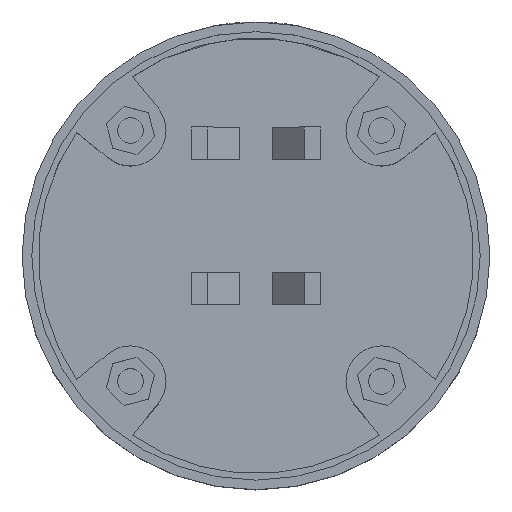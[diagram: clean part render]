
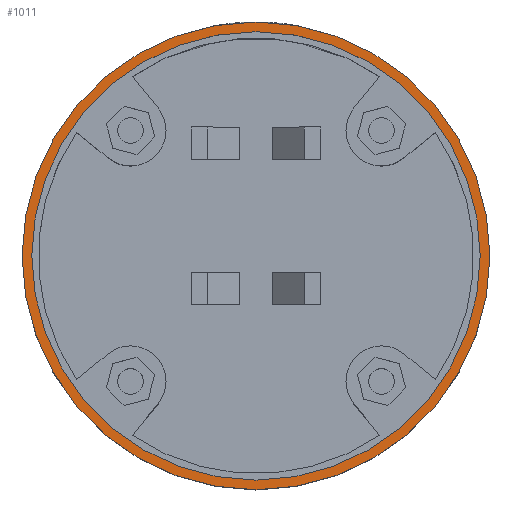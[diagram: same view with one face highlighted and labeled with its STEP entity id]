
A CAD part, top view. The second image highlights one B-rep face of the part: STEP entity #1011.
In plain terms, the highlighted planar face has unit normal (0, 0, 1).
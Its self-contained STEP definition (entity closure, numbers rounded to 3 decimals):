
#24 = VERTEX_POINT('',#25);
#25 = CARTESIAN_POINT('',(29.,0.,16.));
#32 = CYLINDRICAL_SURFACE('',#33,29.);
#33 = AXIS2_PLACEMENT_3D('',#34,#35,#36);
#34 = CARTESIAN_POINT('',(0.,0.,0.));
#35 = DIRECTION('',(-0.,-0.,-1.));
#36 = DIRECTION('',(1.,0.,0.));
#79 = EDGE_CURVE('',#24,#24,#80,.T.);
#80 = SURFACE_CURVE('',#81,(#86,#93),.PCURVE_S1.);
#81 = CIRCLE('',#82,29.);
#82 = AXIS2_PLACEMENT_3D('',#83,#84,#85);
#83 = CARTESIAN_POINT('',(0.,0.,16.));
#84 = DIRECTION('',(0.,0.,1.));
#85 = DIRECTION('',(1.,0.,0.));
#86 = PCURVE('',#32,#87);
#87 = DEFINITIONAL_REPRESENTATION('',(#88),#92);
#88 = LINE('',#89,#90);
#89 = CARTESIAN_POINT('',(-0.,-16.));
#90 = VECTOR('',#91,1.);
#91 = DIRECTION('',(-1.,0.));
#92 = ( GEOMETRIC_REPRESENTATION_CONTEXT(2) 
PARAMETRIC_REPRESENTATION_CONTEXT() REPRESENTATION_CONTEXT('2D SPACE',''
  ) );
#93 = PCURVE('',#94,#99);
#94 = PLANE('',#95);
#95 = AXIS2_PLACEMENT_3D('',#96,#97,#98);
#96 = CARTESIAN_POINT('',(29.,0.,16.));
#97 = DIRECTION('',(0.,0.,-1.));
#98 = DIRECTION('',(-1.,0.,0.));
#99 = DEFINITIONAL_REPRESENTATION('',(#100),#108);
#100 = ( BOUNDED_CURVE() B_SPLINE_CURVE(2,(#101,#102,#103,#104,#105,#106
,#107),.UNSPECIFIED.,.F.,.F.) B_SPLINE_CURVE_WITH_KNOTS((1,2,2,2,2,1),(
    -2.094,0.,2.094,4.189,6.283,
8.378),.UNSPECIFIED.) CURVE() GEOMETRIC_REPRESENTATION_ITEM() 
RATIONAL_B_SPLINE_CURVE((1.,0.5,1.,0.5,1.,0.5,1.)) REPRESENTATION_ITEM(
  '') );
#101 = CARTESIAN_POINT('',(0.,0.));
#102 = CARTESIAN_POINT('',(0.,50.229));
#103 = CARTESIAN_POINT('',(43.5,25.115));
#104 = CARTESIAN_POINT('',(87.,0.));
#105 = CARTESIAN_POINT('',(43.5,-25.115));
#106 = CARTESIAN_POINT('',(0.,-50.229));
#107 = CARTESIAN_POINT('',(0.,0.));
#108 = ( GEOMETRIC_REPRESENTATION_CONTEXT(2) 
PARAMETRIC_REPRESENTATION_CONTEXT() REPRESENTATION_CONTEXT('2D SPACE',''
  ) );
#1011 = ADVANCED_FACE('',(#1012,#1015),#94,.F.);
#1012 = FACE_BOUND('',#1013,.F.);
#1013 = EDGE_LOOP('',(#1014));
#1014 = ORIENTED_EDGE('',*,*,#79,.F.);
#1015 = FACE_BOUND('',#1016,.F.);
#1016 = EDGE_LOOP('',(#1017));
#1017 = ORIENTED_EDGE('',*,*,#1018,.T.);
#1018 = EDGE_CURVE('',#1019,#1019,#1021,.T.);
#1019 = VERTEX_POINT('',#1020);
#1020 = CARTESIAN_POINT('',(27.8,0.,16.));
#1021 = SURFACE_CURVE('',#1022,(#1027,#1038),.PCURVE_S1.);
#1022 = CIRCLE('',#1023,27.8);
#1023 = AXIS2_PLACEMENT_3D('',#1024,#1025,#1026);
#1024 = CARTESIAN_POINT('',(0.,0.,16.));
#1025 = DIRECTION('',(0.,0.,1.));
#1026 = DIRECTION('',(1.,0.,0.));
#1027 = PCURVE('',#94,#1028);
#1028 = DEFINITIONAL_REPRESENTATION('',(#1029),#1037);
#1029 = ( BOUNDED_CURVE() B_SPLINE_CURVE(2,(#1030,#1031,#1032,#1033,
#1034,#1035,#1036),.UNSPECIFIED.,.F.,.F.) B_SPLINE_CURVE_WITH_KNOTS((1,2
    ,2,2,2,1),(-2.094,0.,2.094,4.189,
6.283,8.378),.UNSPECIFIED.) CURVE() 
GEOMETRIC_REPRESENTATION_ITEM() RATIONAL_B_SPLINE_CURVE((1.,0.5,1.,0.5,
1.,0.5,1.)) REPRESENTATION_ITEM('') );
#1030 = CARTESIAN_POINT('',(1.2,0.));
#1031 = CARTESIAN_POINT('',(1.2,48.151));
#1032 = CARTESIAN_POINT('',(42.9,24.076));
#1033 = CARTESIAN_POINT('',(84.6,0.));
#1034 = CARTESIAN_POINT('',(42.9,-24.076));
#1035 = CARTESIAN_POINT('',(1.2,-48.151));
#1036 = CARTESIAN_POINT('',(1.2,0.));
#1037 = ( GEOMETRIC_REPRESENTATION_CONTEXT(2) 
PARAMETRIC_REPRESENTATION_CONTEXT() REPRESENTATION_CONTEXT('2D SPACE',''
  ) );
#1038 = PCURVE('',#1039,#1044);
#1039 = CYLINDRICAL_SURFACE('',#1040,27.8);
#1040 = AXIS2_PLACEMENT_3D('',#1041,#1042,#1043);
#1041 = CARTESIAN_POINT('',(0.,0.,16.));
#1042 = DIRECTION('',(0.,0.,1.));
#1043 = DIRECTION('',(1.,0.,0.));
#1044 = DEFINITIONAL_REPRESENTATION('',(#1045),#1049);
#1045 = LINE('',#1046,#1047);
#1046 = CARTESIAN_POINT('',(0.,0.));
#1047 = VECTOR('',#1048,1.);
#1048 = DIRECTION('',(1.,0.));
#1049 = ( GEOMETRIC_REPRESENTATION_CONTEXT(2) 
PARAMETRIC_REPRESENTATION_CONTEXT() REPRESENTATION_CONTEXT('2D SPACE',''
  ) );
